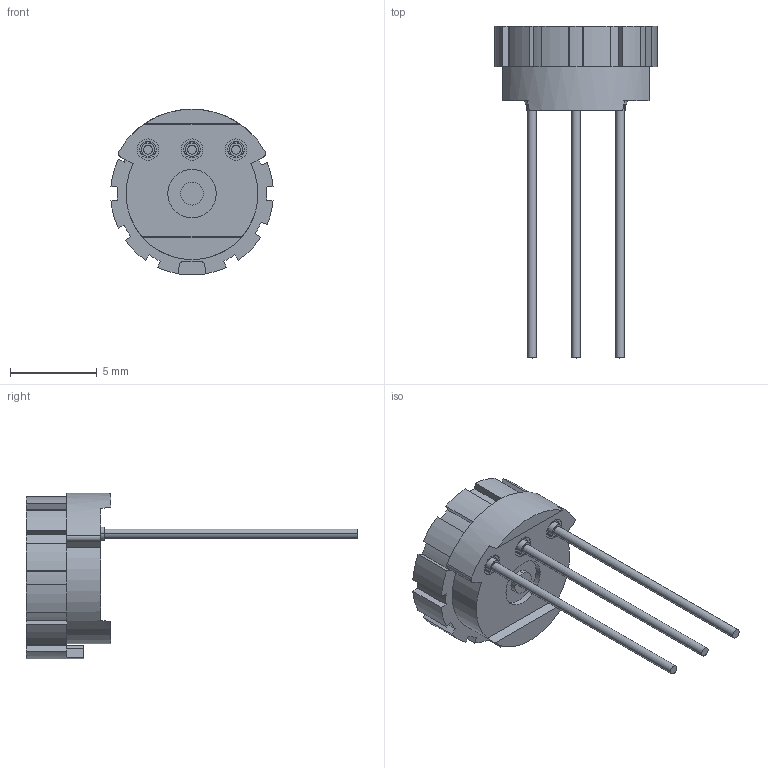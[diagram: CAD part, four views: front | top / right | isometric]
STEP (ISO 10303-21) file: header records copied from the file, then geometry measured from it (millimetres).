
FILE_DESCRIPTION((''),'2;1');
FILE_NAME('91-33_SW0001','2012-02-23T',('BMozley'),(''),'PRO/ENGINEER BY PARAMETRIC TECHNOLOGY CORPORATION, 2011490','PRO/ENGINEER BY PARAMETRIC TECHNOLOGY CORPORATION, 2011490','');
FILE_SCHEMA(('CONFIG_CONTROL_DESIGN'));
Length unit declared in the file: inch
Products named in the file (1): 91-33_SW0001
Bounding box: 9.36 x 19.16 x 9.57 mm (x, y, z)
Volume: 267.6 mm3; surface area: 417.4 mm2
Topology: 1 solids, 1 shells, 594 faces, 1672 edges, 1108 vertices
Faces by surface type: plane 512, cylinder 82
Entity records: 19020 total; most frequent: CARTESIAN_POINT 3382, ORIENTED_EDGE 3344, DIRECTION 3064, EDGE_CURVE 1672, VECTOR 1460, LINE 1460, VERTEX_POINT 1108, AXIS2_PLACEMENT_3D 802
